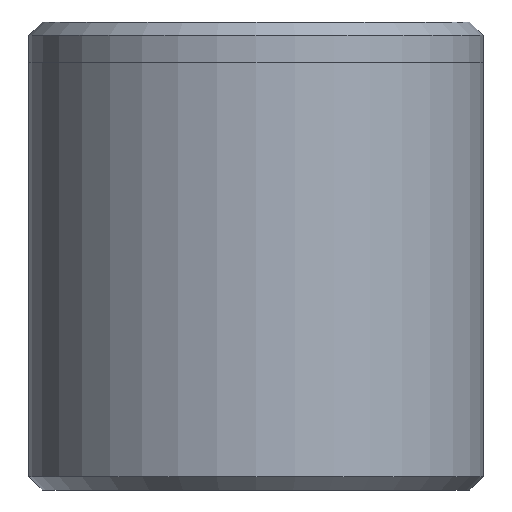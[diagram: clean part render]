
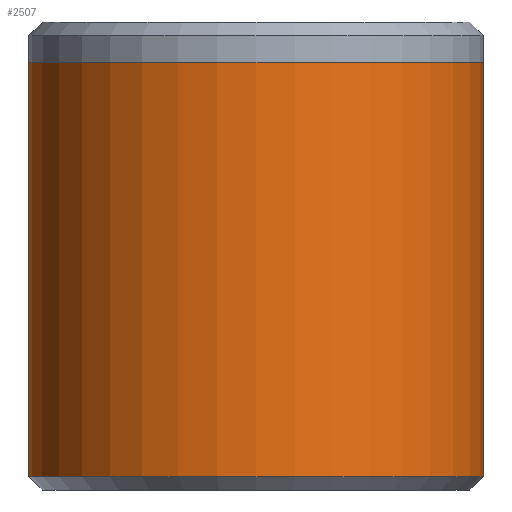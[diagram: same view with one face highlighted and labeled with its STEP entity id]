
A CAD part, front view. The second image highlights one B-rep face of the part: STEP entity #2507.
In plain terms, the highlighted cylindrical face has radius 17 mm (diameter 34 mm), a partial arc.
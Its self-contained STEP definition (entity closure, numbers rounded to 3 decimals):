
#13 = AXIS2_PLACEMENT_3D ( 'NONE', #34, #245, #1330 ) ;
#28 = VERTEX_POINT ( 'NONE', #2092 ) ;
#34 = CARTESIAN_POINT ( 'NONE',  ( 0., 0., 35. ) ) ;
#166 = CARTESIAN_POINT ( 'NONE',  ( -17., 0., 35. ) ) ;
#235 = LINE ( 'NONE', #166, #2410 ) ;
#245 = DIRECTION ( 'NONE',  ( 0., 0., -1. ) ) ;
#364 = DIRECTION ( 'NONE',  ( 0., 0., -1. ) ) ;
#423 = AXIS2_PLACEMENT_3D ( 'NONE', #961, #2494, #1178 ) ;
#474 = EDGE_LOOP ( 'NONE', ( #2754, #1618, #2698, #2135 ) ) ;
#497 = EDGE_CURVE ( 'NONE', #28, #2357, #2544, .T. ) ;
#798 = VECTOR ( 'NONE', #2434, 1000. ) ;
#853 = CARTESIAN_POINT ( 'NONE',  ( 0., 0., 32. ) ) ;
#864 = DIRECTION ( 'NONE',  ( 0., 0., 1. ) ) ;
#961 = CARTESIAN_POINT ( 'NONE',  ( 0., 0., 1. ) ) ;
#1028 = DIRECTION ( 'NONE',  ( 1., 0., 0. ) ) ;
#1176 = EDGE_CURVE ( 'NONE', #1748, #28, #1215, .T. ) ;
#1178 = DIRECTION ( 'NONE',  ( 1., 0., 0. ) ) ;
#1215 = CIRCLE ( 'NONE', #1889, 17. ) ;
#1266 = CARTESIAN_POINT ( 'NONE',  ( -17., 0., 32. ) ) ;
#1330 = DIRECTION ( 'NONE',  ( -1., 0., 0. ) ) ;
#1374 = CARTESIAN_POINT ( 'NONE',  ( -17., 0., 1. ) ) ;
#1491 = CYLINDRICAL_SURFACE ( 'NONE', #13, 17. ) ;
#1618 = ORIENTED_EDGE ( 'NONE', *, *, #1176, .F. ) ;
#1748 = VERTEX_POINT ( 'NONE', #1266 ) ;
#1889 = AXIS2_PLACEMENT_3D ( 'NONE', #853, #864, #1028 ) ;
#1980 = EDGE_CURVE ( 'NONE', #1748, #2259, #235, .T. ) ;
#2092 = CARTESIAN_POINT ( 'NONE',  ( 17., 0., 32. ) ) ;
#2135 = ORIENTED_EDGE ( 'NONE', *, *, #2633, .T. ) ;
#2198 = CARTESIAN_POINT ( 'NONE',  ( 17., 0., 35. ) ) ;
#2259 = VERTEX_POINT ( 'NONE', #1374 ) ;
#2357 = VERTEX_POINT ( 'NONE', #2520 ) ;
#2410 = VECTOR ( 'NONE', #364, 1000. ) ;
#2434 = DIRECTION ( 'NONE',  ( 0., 0., -1. ) ) ;
#2494 = DIRECTION ( 'NONE',  ( 0., 0., 1. ) ) ;
#2507 = ADVANCED_FACE ( 'NONE', ( #2710 ), #1491, .T. ) ;
#2520 = CARTESIAN_POINT ( 'NONE',  ( 17., 0., 1. ) ) ;
#2544 = LINE ( 'NONE', #2198, #798 ) ;
#2577 = CIRCLE ( 'NONE', #423, 17. ) ;
#2633 = EDGE_CURVE ( 'NONE', #2259, #2357, #2577, .T. ) ;
#2698 = ORIENTED_EDGE ( 'NONE', *, *, #1980, .T. ) ;
#2710 = FACE_OUTER_BOUND ( 'NONE', #474, .T. ) ;
#2754 = ORIENTED_EDGE ( 'NONE', *, *, #497, .F. ) ;
